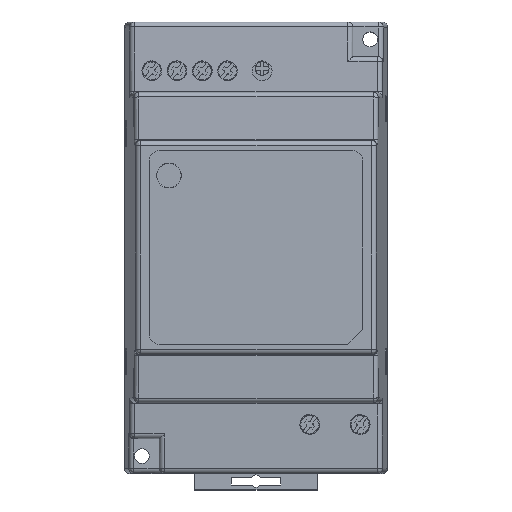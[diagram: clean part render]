
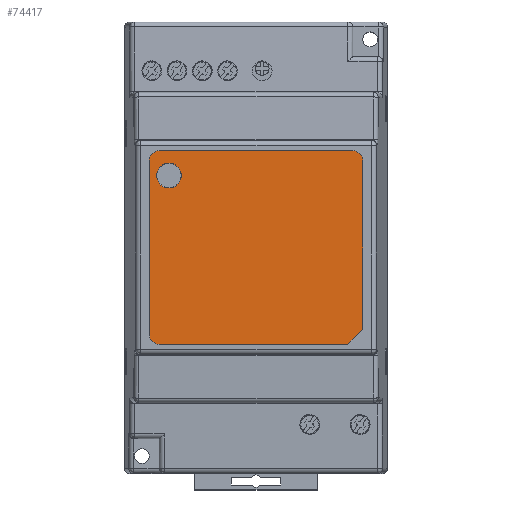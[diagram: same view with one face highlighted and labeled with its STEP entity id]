
A CAD part, top view. The second image highlights one B-rep face of the part: STEP entity #74417.
In plain terms, the highlighted planar face has unit normal (0, 0, 1).
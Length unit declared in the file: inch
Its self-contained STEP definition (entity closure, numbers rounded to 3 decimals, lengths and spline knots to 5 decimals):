
#204 = DIRECTION ( 'NONE',  ( 0., 1., 0. ) ) ;
#4161 = VERTEX_POINT ( 'NONE', #12074 ) ;
#5293 = ORIENTED_EDGE ( 'NONE', *, *, #10095, .T. ) ;
#6176 = VECTOR ( 'NONE', #54353, 39.37008 ) ;
#6404 = DIRECTION ( 'NONE',  ( 0., 0., 1. ) ) ;
#8474 = DIRECTION ( 'NONE',  ( 1., 0., 0. ) ) ;
#8694 = VERTEX_POINT ( 'NONE', #47266 ) ;
#10095 = EDGE_CURVE ( 'NONE', #109681, #20846, #47912, .T. ) ;
#12074 = CARTESIAN_POINT ( 'NONE',  ( 0.9252, 1.10236, 1.66915 ) ) ;
#12541 = CARTESIAN_POINT ( 'NONE',  ( 1.00394, 1.02362, 1.66915 ) ) ;
#12598 = DIRECTION ( 'NONE',  ( 1., 0., 0. ) ) ;
#12918 = DIRECTION ( 'NONE',  ( 1., 0., 0. ) ) ;
#13126 = ORIENTED_EDGE ( 'NONE', *, *, #99010, .T. ) ;
#14720 = CARTESIAN_POINT ( 'NONE',  ( 1.00394, 2.48032, 1.66915 ) ) ;
#17231 = EDGE_CURVE ( 'NONE', #97877, #8694, #17961, .T. ) ;
#17699 = VERTEX_POINT ( 'NONE', #27865 ) ;
#17961 = CIRCLE ( 'NONE', #29693, 0.07874 ) ;
#18573 = EDGE_LOOP ( 'NONE', ( #32570 ) ) ;
#20377 = CARTESIAN_POINT ( 'NONE',  ( 1.00394, 1.10236, 1.66915 ) ) ;
#20846 = VERTEX_POINT ( 'NONE', #94745 ) ;
#24382 = CARTESIAN_POINT ( 'NONE',  ( 2.5, 1.02362, 1.66915 ) ) ;
#25162 = DIRECTION ( 'NONE',  ( 0., 0., 1. ) ) ;
#27865 = CARTESIAN_POINT ( 'NONE',  ( 1.17914, 2.36221, 1.66915 ) ) ;
#28716 = ORIENTED_EDGE ( 'NONE', *, *, #66316, .T. ) ;
#29693 = AXIS2_PLACEMENT_3D ( 'NONE', #65429, #6404, #48671 ) ;
#30710 = DIRECTION ( 'NONE',  ( 1., 0., 0. ) ) ;
#31954 = VECTOR ( 'NONE', #12918, 39.37008 ) ;
#32570 = ORIENTED_EDGE ( 'NONE', *, *, #65514, .T. ) ;
#38134 = DIRECTION ( 'NONE',  ( 0., 0., 1. ) ) ;
#38882 = DIRECTION ( 'NONE',  ( 0., 0., -1. ) ) ;
#39605 = DIRECTION ( 'NONE',  ( 0.707, 0.707, 0. ) ) ;
#39726 = VECTOR ( 'NONE', #90452, 39.37008 ) ;
#41024 = VECTOR ( 'NONE', #204, 39.37008 ) ;
#41040 = CARTESIAN_POINT ( 'NONE',  ( 2.53937, 2.55906, 1.66915 ) ) ;
#45802 = EDGE_LOOP ( 'NONE', ( #28716, #48189, #5293, #90817, #81751, #87179, #13126, #75586 ) ) ;
#46102 = CARTESIAN_POINT ( 'NONE',  ( 2.61811, 1.14173, 1.66915 ) ) ;
#47266 = CARTESIAN_POINT ( 'NONE',  ( 2.53937, 2.55906, 1.66915 ) ) ;
#47542 = VERTEX_POINT ( 'NONE', #101066 ) ;
#47720 = LINE ( 'NONE', #41040, #39726 ) ;
#47912 = LINE ( 'NONE', #63353, #31954 ) ;
#48189 = ORIENTED_EDGE ( 'NONE', *, *, #70910, .T. ) ;
#48671 = DIRECTION ( 'NONE',  ( 1., 0., 0. ) ) ;
#49152 = DIRECTION ( 'NONE',  ( 0., 0., 1. ) ) ;
#53214 = CIRCLE ( 'NONE', #58778, 0.09843 ) ;
#54353 = DIRECTION ( 'NONE',  ( 0., -1., 0. ) ) ;
#54882 = AXIS2_PLACEMENT_3D ( 'NONE', #20377, #38134, #12598 ) ;
#56312 = VERTEX_POINT ( 'NONE', #46102 ) ;
#57148 = VECTOR ( 'NONE', #39605, 39.37008 ) ;
#58778 = AXIS2_PLACEMENT_3D ( 'NONE', #89734, #38882, #30710 ) ;
#60109 = FACE_OUTER_BOUND ( 'NONE', #45802, .T. ) ;
#63353 = CARTESIAN_POINT ( 'NONE',  ( 1.00394, 1.02362, 1.66915 ) ) ;
#65429 = CARTESIAN_POINT ( 'NONE',  ( 2.53937, 2.48032, 1.66915 ) ) ;
#65514 = EDGE_CURVE ( 'NONE', #17699, #17699, #53214, .T. ) ;
#66316 = EDGE_CURVE ( 'NONE', #47542, #4161, #85798, .T. ) ;
#66646 = DIRECTION ( 'NONE',  ( 1., 0., 0. ) ) ;
#67909 = CIRCLE ( 'NONE', #79037, 0.07874 ) ;
#70485 = CARTESIAN_POINT ( 'NONE',  ( 0.72835, 1.79134, 1.66915 ) ) ;
#70910 = EDGE_CURVE ( 'NONE', #4161, #109681, #95678, .T. ) ;
#74417 = ADVANCED_FACE ( 'NONE', ( #85324, #60109 ), #109763, .T. ) ;
#75586 = ORIENTED_EDGE ( 'NONE', *, *, #76729, .T. ) ;
#76729 = EDGE_CURVE ( 'NONE', #90470, #47542, #67909, .T. ) ;
#78169 = CARTESIAN_POINT ( 'NONE',  ( 0.9252, 2.48032, 1.66915 ) ) ;
#78537 = EDGE_CURVE ( 'NONE', #56312, #97877, #103426, .T. ) ;
#79037 = AXIS2_PLACEMENT_3D ( 'NONE', #14720, #49152, #66646 ) ;
#81751 = ORIENTED_EDGE ( 'NONE', *, *, #78537, .T. ) ;
#84778 = CARTESIAN_POINT ( 'NONE',  ( 2.61811, 1.14173, 1.66915 ) ) ;
#85324 = FACE_BOUND ( 'NONE', #18573, .T. ) ;
#85488 = CARTESIAN_POINT ( 'NONE',  ( 1.00394, 2.55906, 1.66915 ) ) ;
#85798 = LINE ( 'NONE', #78169, #6176 ) ;
#87179 = ORIENTED_EDGE ( 'NONE', *, *, #17231, .T. ) ;
#89734 = CARTESIAN_POINT ( 'NONE',  ( 1.08071, 2.36221, 1.66915 ) ) ;
#90310 = CARTESIAN_POINT ( 'NONE',  ( 2.61811, 2.48032, 1.66915 ) ) ;
#90452 = DIRECTION ( 'NONE',  ( -1., 0., 0. ) ) ;
#90470 = VERTEX_POINT ( 'NONE', #85488 ) ;
#90817 = ORIENTED_EDGE ( 'NONE', *, *, #107109, .T. ) ;
#93020 = LINE ( 'NONE', #24382, #57148 ) ;
#94745 = CARTESIAN_POINT ( 'NONE',  ( 2.5, 1.02362, 1.66915 ) ) ;
#95678 = CIRCLE ( 'NONE', #54882, 0.07874 ) ;
#97877 = VERTEX_POINT ( 'NONE', #90310 ) ;
#99010 = EDGE_CURVE ( 'NONE', #8694, #90470, #47720, .T. ) ;
#101066 = CARTESIAN_POINT ( 'NONE',  ( 0.9252, 2.48032, 1.66915 ) ) ;
#103426 = LINE ( 'NONE', #84778, #41024 ) ;
#106738 = AXIS2_PLACEMENT_3D ( 'NONE', #70485, #25162, #8474 ) ;
#107109 = EDGE_CURVE ( 'NONE', #20846, #56312, #93020, .T. ) ;
#109681 = VERTEX_POINT ( 'NONE', #12541 ) ;
#109763 = PLANE ( 'NONE',  #106738 ) ;
